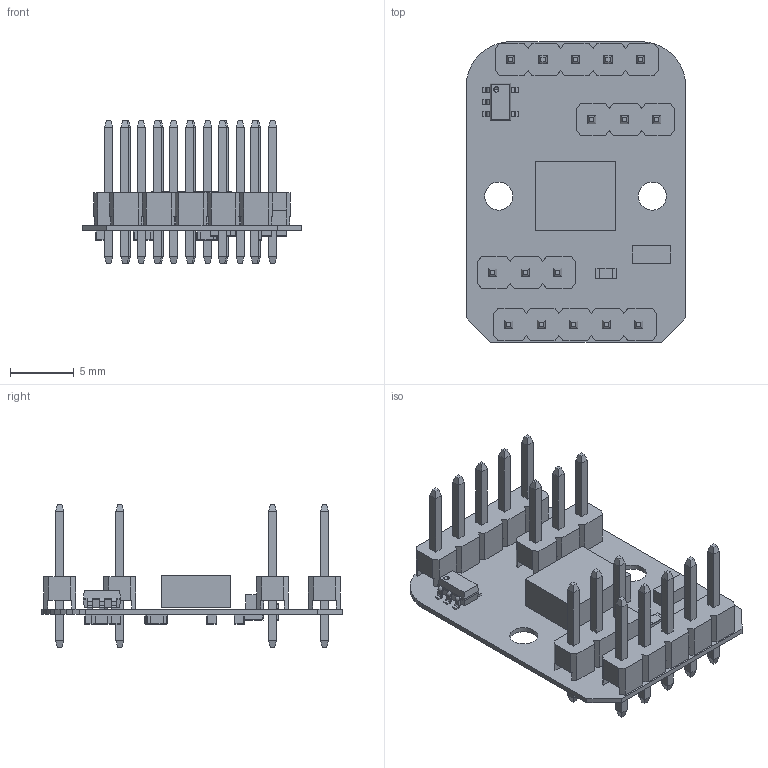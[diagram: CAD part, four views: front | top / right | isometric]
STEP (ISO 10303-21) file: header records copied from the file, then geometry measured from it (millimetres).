
FILE_DESCRIPTION(('Open CASCADE Model'),'2;1');
FILE_NAME('Open CASCADE Shape Model','2018-10-30T18:49:58',('Author'),( 'Open CASCADE'),'Open CASCADE STEP processor 6.2','Open CASCADE 6.2' ,'Unknown');
FILE_SCHEMA(('AUTOMOTIVE_DESIGN { 1 0 10303 214 1 1 1 1 }'));
Length unit declared in the file: millimetre
Products named in the file (60): PCB; Board晤鎢ん; P4晤鎢ん; pin_header_aw140-eg-g03d; C5晤鎢ん; 524120320; Terminal; Open_CASCADE_STEP_translator_6.8_47.1.1; Open_CASCADE_STEP_translator_6.8_47.1.2; Mid_Body; Open_CASCADE_STEP_translator_6.8_47.2.1; C3晤鎢ん; C1晤鎢ん; AS1晤鎢ん; 540705472; Extruded; RT1晤鎢ん; User_Library-SOT23-5-2; C2晤鎢ん; 535723336; R5晤鎢ん; 524172896; Open_CASCADE_STEP_translator_6.8_21.2.1; Mark; R4晤鎢ん; 524119600; R3晤鎢ん; 524119120; R2晤鎢ん; R1晤鎢ん; 524119720; P3晤鎢ん; P2晤鎢ん; pin_header_aw140-eg-g05d; P1晤鎢ん; Mos1晤鎢ん; 495572416; C7晤鎢ん; C6晤鎢ん; C4晤鎢ん
Assembly tree (71 placements, depth 5):
  PCB
    Board晤鎢ん
    P4晤鎢ん
      pin_header_aw140-eg-g03d
    C5晤鎢ん
      524120320
        Terminal
          Open_CASCADE_STEP_translator_6.8_47.1.1
          Open_CASCADE_STEP_translator_6.8_47.1.2
        Mid_Body
          Open_CASCADE_STEP_translator_6.8_47.2.1
    C3晤鎢ん
      524120320
        Terminal
          Open_CASCADE_STEP_translator_6.8_47.1.1
          Open_CASCADE_STEP_translator_6.8_47.1.2
        Mid_Body
          Open_CASCADE_STEP_translator_6.8_47.2.1
    C1晤鎢ん
      524120320
        Terminal
          Open_CASCADE_STEP_translator_6.8_47.1.1
          Open_CASCADE_STEP_translator_6.8_47.1.2
        Mid_Body
          Open_CASCADE_STEP_translator_6.8_47.2.1
    AS1晤鎢ん
      540705472
        Extruded
    RT1晤鎢ん
      User_Library-SOT23-5-2
    C2晤鎢ん
      535723336
        Terminal
          Open_CASCADE_STEP_translator_6.8_47.1.1
          Open_CASCADE_STEP_translator_6.8_47.1.2
        Mid_Body
          Open_CASCADE_STEP_translator_6.8_47.2.1
    R5晤鎢ん
      524172896
        Mid_Body
        Terminal  x2
          Open_CASCADE_STEP_translator_6.8_21.2.1
        Mark
    R4晤鎢ん
      524119600
        Mid_Body
        Terminal  x2
          Open_CASCADE_STEP_translator_6.8_21.2.1
        Mark
    R3晤鎢ん
      524119120
        Mid_Body
        Terminal  x2
          Open_CASCADE_STEP_translator_6.8_21.2.1
        Mark
    R2晤鎢ん
      524119120
        Mid_Body
        Terminal  x2
          Open_CASCADE_STEP_translator_6.8_21.2.1
Bounding box: 17.16 x 23.51 x 11.2 mm (x, y, z)
Volume: 509.1 mm3; surface area: 1959 mm2
Topology: 49 solids, 49 shells, 1110 faces, 2669 edges, 1634 vertices
Faces by surface type: plane 874, cylinder 178, sphere 58
Full cylindrical faces by diameter (mm): 0.813 x16, 2.2 x2
Entity records: 39657 total; most frequent: CARTESIAN_POINT 6155, DIRECTION 5340, LINE 3690, VECTOR 3690, ORIENTED_EDGE 2738, PCURVE 2738, DEFINITIONAL_REPRESENTATION 2738, EDGE_CURVE 1369
